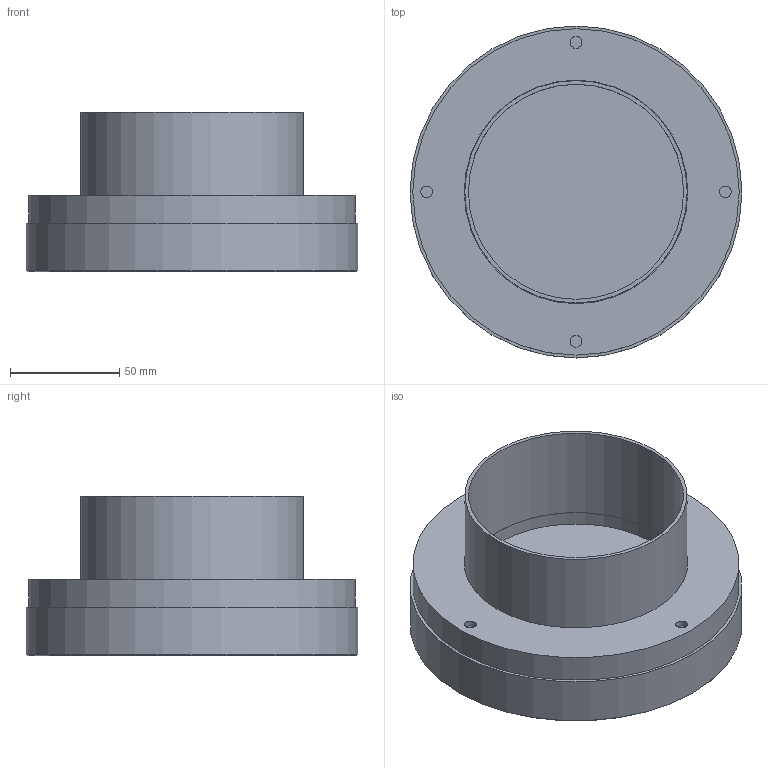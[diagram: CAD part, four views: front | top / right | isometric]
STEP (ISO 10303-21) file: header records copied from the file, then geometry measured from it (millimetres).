
FILE_DESCRIPTION((''),'2;1');
FILE_NAME('9118001a.stp','2008-07-09T16:07:43',('rich_m'),(''),'Autodesk Inventor 2009','Autodesk Inventor 2009','');
FILE_SCHEMA(('AUTOMOTIVE_DESIGN { 1 0 10303 214 1 1 1 1 }'));
Length unit declared in the file: inch
Products named in the file (8): 9118001a; 9118101b; 0501090a; 9118102c; 0600243a; 0600346a; 0605332a; 0100305_1750oal
Assembly tree (10 placements, depth 2):
  9118001a
    9118101b
    0501090a
    9118102c
    0600243a
    0600346a
    0605332a  x4
    0100305_1750oal
Bounding box: 151.64 x 151.64 x 73.03 mm (x, y, z)
Volume: 459467.4 mm3; surface area: 148032.7 mm2
Topology: 10 solids, 10 shells, 143 faces, 294 edges, 185 vertices
Faces by surface type: plane 75, bspline 33, cylinder 19, torus 10, cone 6
Full cylindrical faces by diameter (mm): 6.223 x4, 9.525 x4, 98.298 x1, 101.6 x1, 103.886 x1, 104.775 x1, 107.95 x1, 114.681 x1, 117.475 x1, 118.11 x1, 127 x1, 149.098 x1, 151.638 x1
Entity records: 2398 total; most frequent: CARTESIAN_POINT 675, DIRECTION 328, ORIENTED_EDGE 210, EDGE_LOOP 160, AXIS2_PLACEMENT_3D 152, EDGE_CURVE 105, VERTEX_POINT 93, CIRCLE 81
